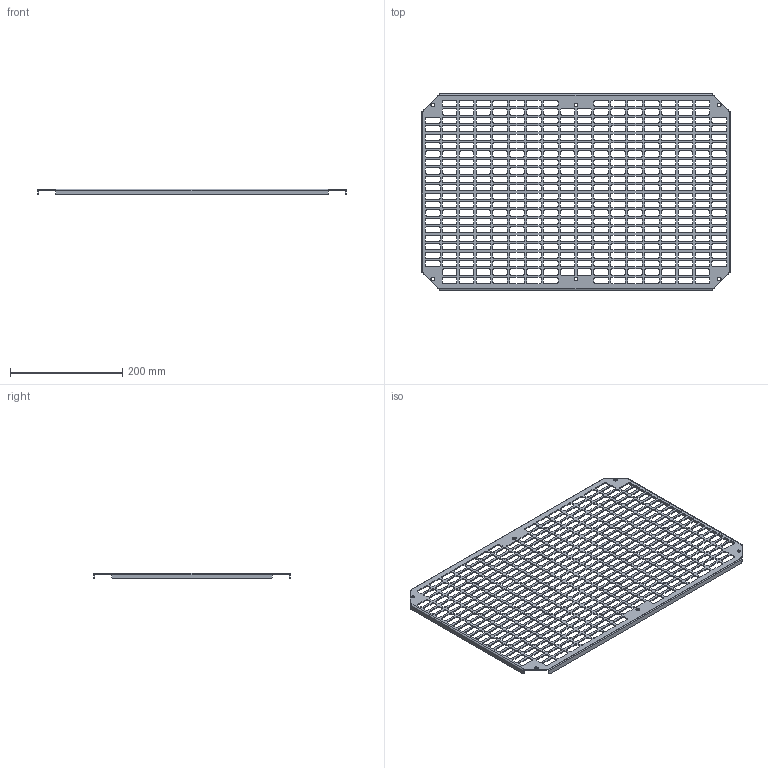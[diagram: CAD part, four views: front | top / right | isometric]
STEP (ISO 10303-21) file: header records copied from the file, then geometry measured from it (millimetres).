
FILE_DESCRIPTION (( 'STEP AP203' ), '1' );
FILE_NAME ('MPP 4060.STEP', '2021-12-08T14:08:56', ( '' ), ( '' ), 'SwSTEP 2.0', 'SolidWorks 2020', '' );
FILE_SCHEMA (( 'CONFIG_CONTROL_DESIGN' ));
Products named in the file (1): MPP 4060
Bounding box: 550 x 350 x 10 mm (x, y, z)
Volume: 186078.8 mm3; surface area: 244096.6 mm2
Topology: 1 solids, 1 shells, 3142 faces, 9420 edges, 6280 vertices
Faces by surface type: cylinder 1572, plane 1570
Entity records: 108425 total; most frequent: DIRECTION 18850, CARTESIAN_POINT 18843, ORIENTED_EDGE 18840, EDGE_CURVE 9420, AXIS2_PLACEMENT_3D 6287, VERTEX_POINT 6280, LINE 6276, VECTOR 6276
